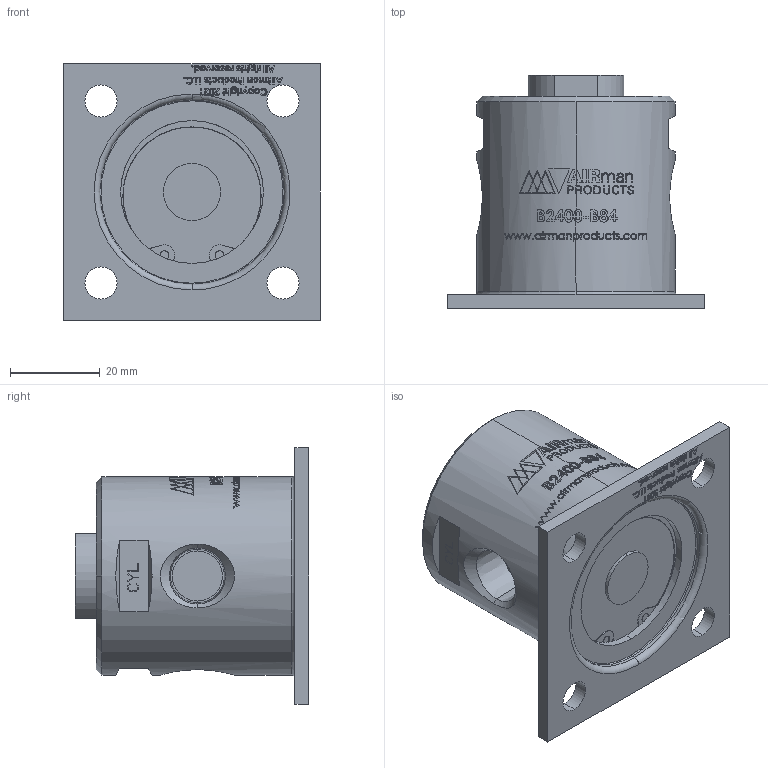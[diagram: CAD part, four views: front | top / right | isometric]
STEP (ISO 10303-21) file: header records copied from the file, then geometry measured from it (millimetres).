
FILE_DESCRIPTION (( 'STEP AP214' ), '1' );
FILE_NAME ('B2400-B84-DIAPHRAGM-VALVE-ASSY.STEP', '2021-07-26T12:42:18', ( '' ), ( '' ), 'SwSTEP 2.0', 'SolidWorks 2018', '' );
FILE_SCHEMA (( 'AUTOMOTIVE_DESIGN' ));
Length unit declared in the file: inch
Products named in the file (1): B2400-B84-DIAPHRAGM-VALVE-ASSY
Bounding box: 57.15 x 51.85 x 57.15 mm (x, y, z)
Volume: 67106.5 mm3; surface area: 16247.7 mm2
Topology: 1 solids, 1 shells, 1610 faces, 4310 edges, 2862 vertices
Faces by surface type: plane 829, bspline 626, cylinder 135, cone 16, torus 4
Entity records: 85433 total; most frequent: CARTESIAN_POINT 48960, ORIENTED_EDGE 8620, DIRECTION 5280, EDGE_CURVE 4310, VERTEX_POINT 2862, LINE 2438, VECTOR 2438, EDGE_LOOP 1778
